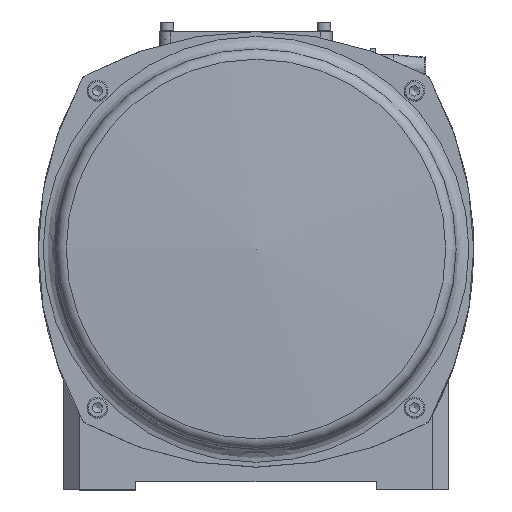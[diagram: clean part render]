
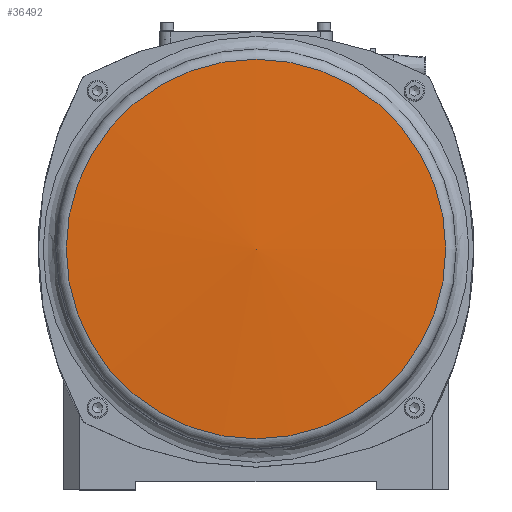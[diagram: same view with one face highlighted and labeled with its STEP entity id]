
A CAD part, top view. The second image highlights one B-rep face of the part: STEP entity #36492.
In plain terms, the highlighted spherical face has radius 1502 mm.
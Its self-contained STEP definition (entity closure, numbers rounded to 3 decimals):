
#36476=CARTESIAN_POINT('',(0.,-1.25,-1283.2));
#36477=DIRECTION('',(0.0,0.0,1.0));
#36478=DIRECTION('',(1.0,0.0,0.0));
#36479=AXIS2_PLACEMENT_3D('',#36476,#36477,#36478);
#36480=SPHERICAL_SURFACE('',#36479,1502.);
#36481=CARTESIAN_POINT('',(0.,-119.803,214.114));
#36482=VERTEX_POINT('',#36481);
#36483=CARTESIAN_POINT('',(0.,-1.25,214.114));
#36484=DIRECTION('',(0.0,0.0,-1.0));
#36485=DIRECTION('',(0.0,1.0,0.0));
#36486=AXIS2_PLACEMENT_3D('',#36483,#36484,#36485);
#36487=CIRCLE('',#36486,118.553);
#36488=EDGE_CURVE('',#36482,#36482,#36487,.T.);
#36489=ORIENTED_EDGE('',*,*,#36488,.F.);
#36490=EDGE_LOOP('',(#36489));
#36491=FACE_OUTER_BOUND('',#36490,.T.);
#36492=ADVANCED_FACE('',(#36491),#36480,.T.);
